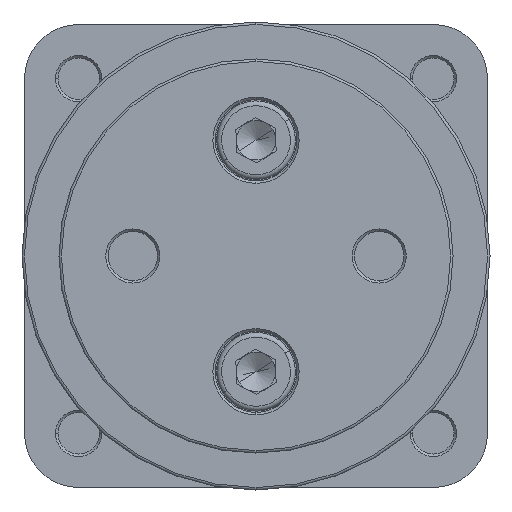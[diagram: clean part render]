
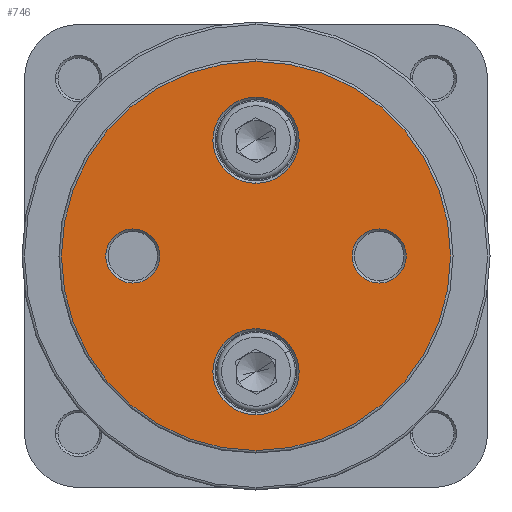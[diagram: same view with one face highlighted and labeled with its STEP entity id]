
A CAD part, left-side view. The second image highlights one B-rep face of the part: STEP entity #746.
In plain terms, the highlighted planar face has unit normal (-1, 0, 0).
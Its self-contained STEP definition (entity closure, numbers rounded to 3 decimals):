
#9 = EDGE_CURVE ( 'NONE', #8220, #8208, #6506, .T. ) ;
#10 = EDGE_CURVE ( 'NONE', #8265, #8235, #6507, .T. ) ;
#35 = EDGE_CURVE ( 'NONE', #8195, #8218, #6545, .T. ) ;
#39 = EDGE_CURVE ( 'NONE', #8209, #8101, #6551, .T. ) ;
#81 = EDGE_CURVE ( 'NONE', #8101, #8209, #6615, .T. ) ;
#87 = EDGE_CURVE ( 'NONE', #8218, #8195, #6621, .T. ) ;
#88 = EDGE_CURVE ( 'NONE', #8208, #8220, #6622, .T. ) ;
#92 = EDGE_CURVE ( 'NONE', #8214, #8060, #6626, .T. ) ;
#93 = EDGE_CURVE ( 'NONE', #8235, #8265, #6627, .T. ) ;
#746 = ADVANCED_FACE ( 'NONE', ( #2886, #2884, #2889, #2891, #2887 ), #1861, .F. ) ;
#822 = CARTESIAN_POINT ( 'NONE',  ( 0., 0., 23.5 ) ) ;
#825 = DIRECTION ( 'NONE',  ( 1., 0., 0. ) ) ;
#826 = DIRECTION ( 'NONE',  ( 0., 0., -1. ) ) ;
#827 = CARTESIAN_POINT ( 'NONE',  ( 0., 25., 0. ) ) ;
#837 = DIRECTION ( 'NONE',  ( 0., 0., -1. ) ) ;
#839 = DIRECTION ( 'NONE',  ( 1., 0., 0. ) ) ;
#853 = CARTESIAN_POINT ( 'NONE',  ( 0., 0., 0. ) ) ;
#858 = DIRECTION ( 'NONE',  ( 0., 0., -1. ) ) ;
#859 = DIRECTION ( 'NONE',  ( -1., 0., 0. ) ) ;
#871 = DIRECTION ( 'NONE',  ( 0., 0., -1. ) ) ;
#880 = CARTESIAN_POINT ( 'NONE',  ( 0., 0., -23.5 ) ) ;
#886 = DIRECTION ( 'NONE',  ( 1., 0., 0. ) ) ;
#905 = CARTESIAN_POINT ( 'NONE',  ( 0., 0., -23.5 ) ) ;
#907 = DIRECTION ( 'NONE',  ( 0., 0., -1. ) ) ;
#908 = DIRECTION ( 'NONE',  ( 1., 0., 0. ) ) ;
#911 = DIRECTION ( 'NONE',  ( 0., 0., -1. ) ) ;
#917 = CARTESIAN_POINT ( 'NONE',  ( 0., 0., 23.5 ) ) ;
#918 = DIRECTION ( 'NONE',  ( 1., 0., 0. ) ) ;
#941 = CARTESIAN_POINT ( 'NONE',  ( 0., -25., 0. ) ) ;
#945 = DIRECTION ( 'NONE',  ( 0., 0., -1. ) ) ;
#951 = DIRECTION ( 'NONE',  ( 1., 0., 0. ) ) ;
#952 = DIRECTION ( 'NONE',  ( 0., 0., -1. ) ) ;
#953 = DIRECTION ( 'NONE',  ( 1., 0., 0. ) ) ;
#1071 = DIRECTION ( 'NONE',  ( 0., 0., -1. ) ) ;
#1129 = CARTESIAN_POINT ( 'NONE',  ( 0., -25., 0. ) ) ;
#1131 = DIRECTION ( 'NONE',  ( 1., 0., 0. ) ) ;
#1190 = CARTESIAN_POINT ( 'NONE',  ( 0., 25., 0. ) ) ;
#1861 = PLANE ( 'NONE',  #7609 ) ;
#1868 = CARTESIAN_POINT ( 'NONE',  ( 0., 0., 0. ) ) ;
#1877 = DIRECTION ( 'NONE',  ( 1., 0., 0. ) ) ;
#1878 = DIRECTION ( 'NONE',  ( 0., 0., -1. ) ) ;
#2884 = FACE_BOUND ( 'NONE', #6436, .T. ) ;
#2886 = FACE_OUTER_BOUND ( 'NONE', #6430, .T. ) ;
#2887 = FACE_BOUND ( 'NONE', #6444, .T. ) ;
#2889 = FACE_BOUND ( 'NONE', #6266, .T. ) ;
#2891 = FACE_BOUND ( 'NONE', #6422, .T. ) ;
#4358 = CARTESIAN_POINT ( 'NONE',  ( 0., 0., 0. ) ) ;
#4360 = DIRECTION ( 'NONE',  ( -1., 0., 0. ) ) ;
#4361 = DIRECTION ( 'NONE',  ( 0., 0., -1. ) ) ;
#4610 = CARTESIAN_POINT ( 'NONE',  ( 0., 0., 39.5 ) ) ;
#4651 = CARTESIAN_POINT ( 'NONE',  ( 0., -25., -5.5 ) ) ;
#4745 = CARTESIAN_POINT ( 'NONE',  ( 0., 25., 5.5 ) ) ;
#4758 = CARTESIAN_POINT ( 'NONE',  ( 0., 0., 14.75 ) ) ;
#4759 = CARTESIAN_POINT ( 'NONE',  ( 0., -25., 5.5 ) ) ;
#4764 = CARTESIAN_POINT ( 'NONE',  ( 0., 0., -39.5 ) ) ;
#4768 = CARTESIAN_POINT ( 'NONE',  ( 0., 25., -5.5 ) ) ;
#4770 = CARTESIAN_POINT ( 'NONE',  ( 0., 0., 32.25 ) ) ;
#4785 = CARTESIAN_POINT ( 'NONE',  ( 0., 0., -32.25 ) ) ;
#4815 = CARTESIAN_POINT ( 'NONE',  ( 0., 0., -14.75 ) ) ;
#5184 = CIRCLE ( 'NONE', #7879, 39.5 ) ;
#5647 = ORIENTED_EDGE ( 'NONE', *, *, #87, .T. ) ;
#5648 = ORIENTED_EDGE ( 'NONE', *, *, #35, .T. ) ;
#5649 = ORIENTED_EDGE ( 'NONE', *, *, #81, .T. ) ;
#5650 = ORIENTED_EDGE ( 'NONE', *, *, #39, .T. ) ;
#5651 = ORIENTED_EDGE ( 'NONE', *, *, #88, .T. ) ;
#5652 = ORIENTED_EDGE ( 'NONE', *, *, #9, .T. ) ;
#5653 = ORIENTED_EDGE ( 'NONE', *, *, #93, .T. ) ;
#5654 = ORIENTED_EDGE ( 'NONE', *, *, #10, .T. ) ;
#5655 = ORIENTED_EDGE ( 'NONE', *, *, #7258, .T. ) ;
#5656 = ORIENTED_EDGE ( 'NONE', *, *, #92, .T. ) ;
#6266 = EDGE_LOOP ( 'NONE', ( #5652, #5651 ) ) ;
#6422 = EDGE_LOOP ( 'NONE', ( #5650, #5649 ) ) ;
#6430 = EDGE_LOOP ( 'NONE', ( #5656, #5655 ) ) ;
#6436 = EDGE_LOOP ( 'NONE', ( #5654, #5653 ) ) ;
#6444 = EDGE_LOOP ( 'NONE', ( #5648, #5647 ) ) ;
#6506 = CIRCLE ( 'NONE', #7320, 8.75 ) ;
#6507 = CIRCLE ( 'NONE', #7323, 8.75 ) ;
#6545 = CIRCLE ( 'NONE', #7336, 5.5 ) ;
#6551 = CIRCLE ( 'NONE', #7337, 5.5 ) ;
#6615 = CIRCLE ( 'NONE', #7349, 5.5 ) ;
#6621 = CIRCLE ( 'NONE', #7360, 5.5 ) ;
#6622 = CIRCLE ( 'NONE', #7361, 8.75 ) ;
#6626 = CIRCLE ( 'NONE', #7365, 39.5 ) ;
#6627 = CIRCLE ( 'NONE', #7363, 8.75 ) ;
#7258 = EDGE_CURVE ( 'NONE', #8060, #8214, #5184, .T. ) ;
#7320 = AXIS2_PLACEMENT_3D ( 'NONE', #917, #918, #911 ) ;
#7323 = AXIS2_PLACEMENT_3D ( 'NONE', #905, #908, #907 ) ;
#7336 = AXIS2_PLACEMENT_3D ( 'NONE', #827, #953, #945 ) ;
#7337 = AXIS2_PLACEMENT_3D ( 'NONE', #941, #951, #952 ) ;
#7349 = AXIS2_PLACEMENT_3D ( 'NONE', #1129, #1131, #1071 ) ;
#7360 = AXIS2_PLACEMENT_3D ( 'NONE', #1190, #825, #826 ) ;
#7361 = AXIS2_PLACEMENT_3D ( 'NONE', #822, #839, #837 ) ;
#7363 = AXIS2_PLACEMENT_3D ( 'NONE', #880, #886, #871 ) ;
#7365 = AXIS2_PLACEMENT_3D ( 'NONE', #853, #859, #858 ) ;
#7609 = AXIS2_PLACEMENT_3D ( 'NONE', #1868, #1877, #1878 ) ;
#7879 = AXIS2_PLACEMENT_3D ( 'NONE', #4358, #4360, #4361 ) ;
#8060 = VERTEX_POINT ( 'NONE', #4610 ) ;
#8101 = VERTEX_POINT ( 'NONE', #4651 ) ;
#8195 = VERTEX_POINT ( 'NONE', #4745 ) ;
#8208 = VERTEX_POINT ( 'NONE', #4758 ) ;
#8209 = VERTEX_POINT ( 'NONE', #4759 ) ;
#8214 = VERTEX_POINT ( 'NONE', #4764 ) ;
#8218 = VERTEX_POINT ( 'NONE', #4768 ) ;
#8220 = VERTEX_POINT ( 'NONE', #4770 ) ;
#8235 = VERTEX_POINT ( 'NONE', #4785 ) ;
#8265 = VERTEX_POINT ( 'NONE', #4815 ) ;
